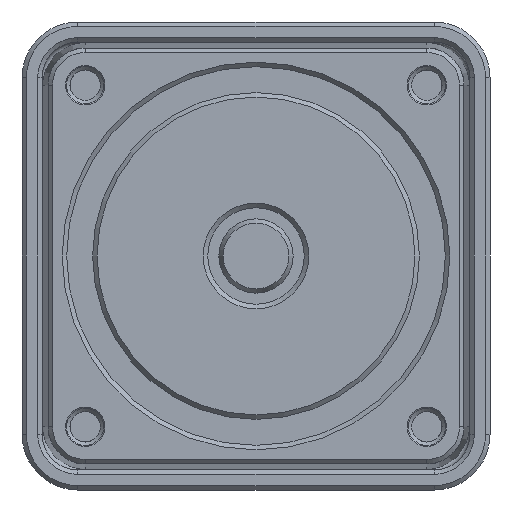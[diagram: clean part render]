
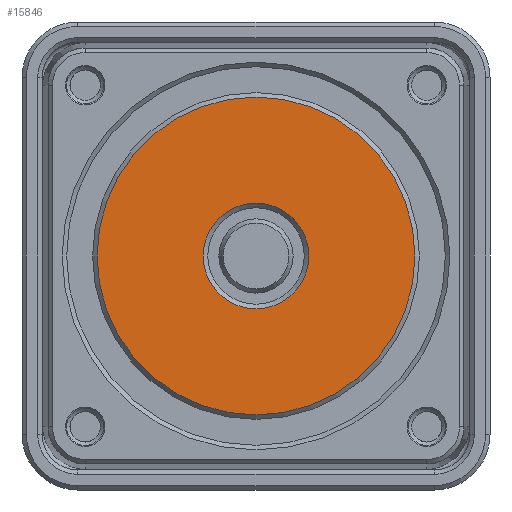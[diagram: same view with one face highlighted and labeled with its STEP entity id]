
A CAD part, front view. The second image highlights one B-rep face of the part: STEP entity #15846.
In plain terms, the highlighted planar face has unit normal (0, -1, 0).
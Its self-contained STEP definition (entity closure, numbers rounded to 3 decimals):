
#331=FACE_BOUND('',#3248,.T.);
#1632=CIRCLE('',#16998,3.55);
#1633=CIRCLE('',#17000,10.7);
#2356=FACE_OUTER_BOUND('',#3247,.T.);
#3247=EDGE_LOOP('',(#11956));
#3248=EDGE_LOOP('',(#11957));
#7204=VERTEX_POINT('',#24134);
#7205=VERTEX_POINT('',#24138);
#8954=EDGE_CURVE('',#7204,#7204,#1632,.T.);
#8955=EDGE_CURVE('',#7205,#7205,#1633,.T.);
#11956=ORIENTED_EDGE('',*,*,#8955,.T.);
#11957=ORIENTED_EDGE('',*,*,#8954,.T.);
#15307=PLANE('',#16999);
#15846=ADVANCED_FACE('',(#2356,#331),#15307,.T.);
#16998=AXIS2_PLACEMENT_3D('',#24136,#19510,#19511);
#16999=AXIS2_PLACEMENT_3D('',#24137,#19512,#19513);
#17000=AXIS2_PLACEMENT_3D('',#24139,#19514,#19515);
#19510=DIRECTION('center_axis',(0.,1.,0.));
#19511=DIRECTION('ref_axis',(0.,0.,
-1.));
#19512=DIRECTION('center_axis',(0.,-1.,0.));
#19513=DIRECTION('ref_axis',(0.,0.,
-1.));
#19514=DIRECTION('center_axis',(0.,-1.,0.));
#19515=DIRECTION('ref_axis',(0.,0.,
1.));
#24134=CARTESIAN_POINT('',(3.55,17.6,0.));
#24136=CARTESIAN_POINT('Origin',(0.,17.6,
0.));
#24137=CARTESIAN_POINT('Origin',(0.,17.6,
0.));
#24138=CARTESIAN_POINT('',(10.7,17.6,0.));
#24139=CARTESIAN_POINT('Origin',(0.,17.6,
0.));
